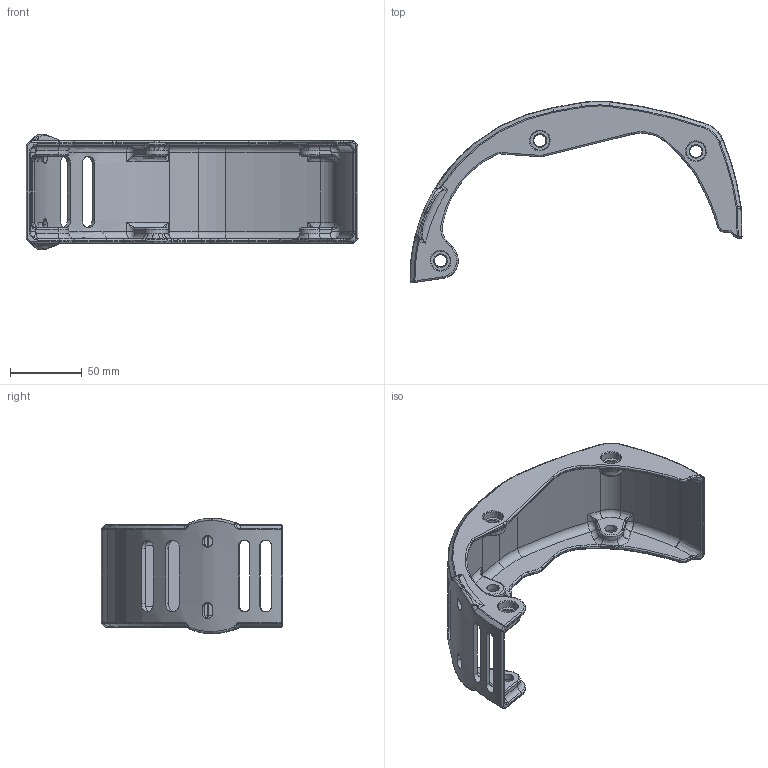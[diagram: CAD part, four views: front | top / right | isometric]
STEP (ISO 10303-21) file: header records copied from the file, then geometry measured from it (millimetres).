
FILE_DESCRIPTION(/* description */ (''),/* implementation_level */ '2;1');
FILE_NAME(/* name */ 'E55 motor cabinet.step',/* time_stamp */ '2024-07-18T10:54:11-06:00',/* author */ (''),/* organization */ (''),/* preprocessor_version */ 'ST-DEVELOPER v20',/* originating_system */ 'Autodesk Translation Framework v13.14.0.145',/* authorisation */ '');
FILE_SCHEMA (('AUTOMOTIVE_DESIGN { 1 0 10303 214 3 1 1 }'));
Length unit declared in the file: millimetre
Products named in the file (2): 03751-E55--44T_DOUBLE_CG; 03751-E55--44T_DOUBLE_CG_1
Assembly tree (1 placements, depth 2):
  03751-E55--44T_DOUBLE_CG
    03751-E55--44T_DOUBLE_CG_1
Bounding box: 230.59 x 126.28 x 80 mm (x, y, z)
Volume: 127749.1 mm3; surface area: 74762.4 mm2
Topology: 1 solids, 1 shells, 545 faces, 1352 edges, 789 vertices
Faces by surface type: bspline 175, cylinder 149, torus 119, plane 64, cone 28, sphere 10
Full cylindrical faces by diameter (mm): 8 x1, 8.5 x6, 13.5 x6
Entity records: 32400 total; most frequent: CARTESIAN_POINT 20312, ORIENTED_EDGE 2660, DIRECTION 2524, EDGE_CURVE 1330, AXIS2_PLACEMENT_3D 1097, VERTEX_POINT 789, CIRCLE 687, EDGE_LOOP 571
